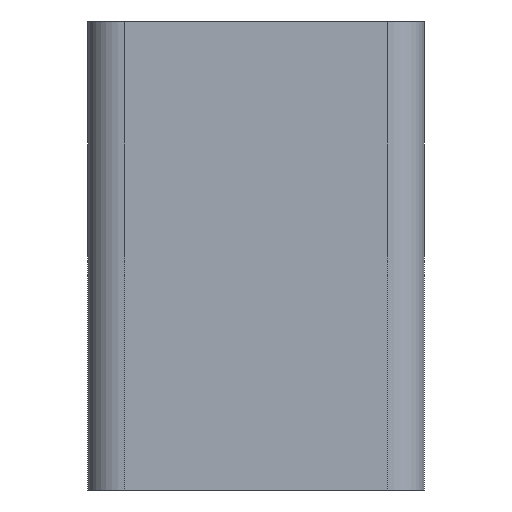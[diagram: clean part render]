
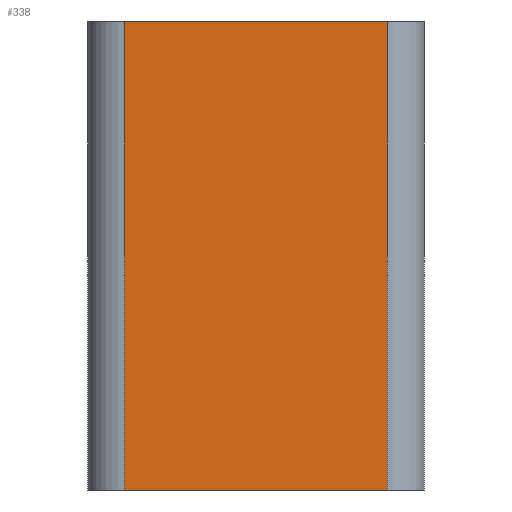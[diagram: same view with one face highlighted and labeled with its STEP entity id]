
A CAD part, front view. The second image highlights one B-rep face of the part: STEP entity #338.
In plain terms, the highlighted planar face has unit normal (0, -1, 0).
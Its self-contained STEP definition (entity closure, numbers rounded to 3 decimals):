
#35=PLANE('',#368);
#47=FACE_OUTER_BOUND('',#69,.T.);
#69=EDGE_LOOP('',(#243,#244,#245,#246));
#104=LINE('',#512,#124);
#105=LINE('',#517,#125);
#111=LINE('',#533,#131);
#112=LINE('',#534,#132);
#124=VECTOR('',#410,25.);
#125=VECTOR('',#415,14.);
#131=VECTOR('',#427,14.);
#132=VECTOR('',#428,25.);
#161=VERTEX_POINT('',#505);
#164=VERTEX_POINT('',#510);
#166=VERTEX_POINT('',#516);
#173=VERTEX_POINT('',#532);
#194=EDGE_CURVE('',#164,#161,#104,.T.);
#196=EDGE_CURVE('',#161,#166,#105,.T.);
#204=EDGE_CURVE('',#173,#164,#111,.T.);
#205=EDGE_CURVE('',#166,#173,#112,.T.);
#243=ORIENTED_EDGE('',*,*,#194,.F.);
#244=ORIENTED_EDGE('',*,*,#204,.F.);
#245=ORIENTED_EDGE('',*,*,#205,.F.);
#246=ORIENTED_EDGE('',*,*,#196,.F.);
#338=ADVANCED_FACE('',(#47),#35,.T.);
#368=AXIS2_PLACEMENT_3D('',#531,#425,#426);
#410=DIRECTION('',(0.,0.,1.));
#415=DIRECTION('',(1.,0.,0.));
#425=DIRECTION('center_axis',(0.,-1.,0.));
#426=DIRECTION('ref_axis',(1.,0.,0.));
#427=DIRECTION('',(-1.,0.,0.));
#428=DIRECTION('',(0.,0.,-1.));
#505=CARTESIAN_POINT('',(2.,0.,25.));
#510=CARTESIAN_POINT('',(2.,0.,0.));
#512=CARTESIAN_POINT('',(2.,0.,0.));
#516=CARTESIAN_POINT('',(16.,0.,25.));
#517=CARTESIAN_POINT('',(18.,0.,25.));
#531=CARTESIAN_POINT('Origin',(0.,0.,0.));
#532=CARTESIAN_POINT('',(16.,0.,0.));
#533=CARTESIAN_POINT('',(18.,0.,0.));
#534=CARTESIAN_POINT('',(16.,0.,0.));
